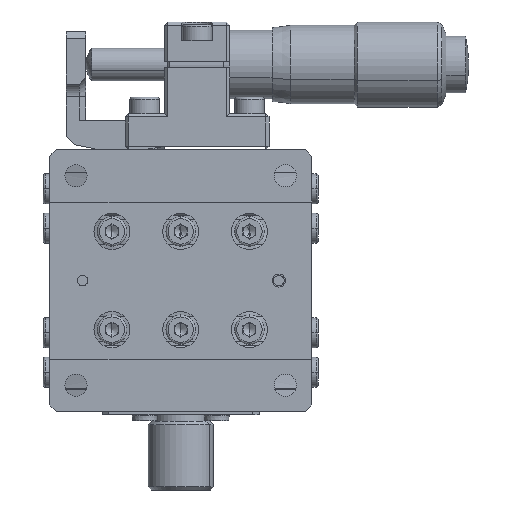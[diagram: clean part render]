
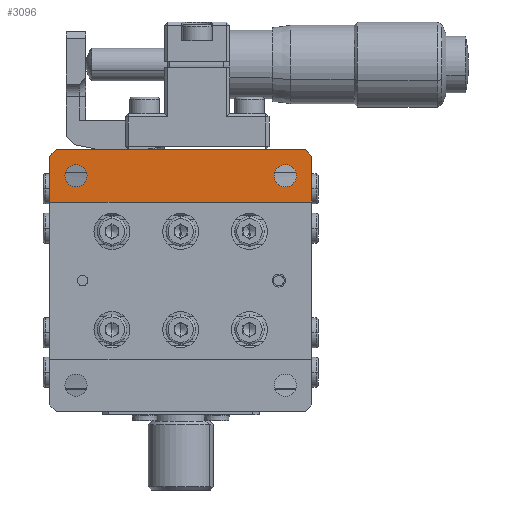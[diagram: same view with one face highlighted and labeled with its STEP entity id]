
A CAD part, front view. The second image highlights one B-rep face of the part: STEP entity #3096.
In plain terms, the highlighted planar face has unit normal (0, -1, 0).
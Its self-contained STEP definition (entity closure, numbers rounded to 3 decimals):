
#217 = LINE ( 'NONE', #12123, #26730 ) ;
#247 = LINE ( 'NONE', #1304, #7727 ) ;
#927 = CARTESIAN_POINT ( 'NONE',  ( 16., 0., 17.7 ) ) ;
#1223 = CARTESIAN_POINT ( 'NONE',  ( -20., 0., -20. ) ) ;
#1291 = EDGE_CURVE ( 'NONE', #11964, #25706, #7036, .T. ) ;
#1304 = CARTESIAN_POINT ( 'NONE',  ( 20., 0., -20. ) ) ;
#1386 = EDGE_CURVE ( 'NONE', #17300, #18671, #217, .T. ) ;
#1594 = DIRECTION ( 'NONE',  ( -1., 0., 0. ) ) ;
#1833 = DIRECTION ( 'NONE',  ( 0., 0., 1. ) ) ;
#2213 = CARTESIAN_POINT ( 'NONE',  ( -16., 0., 16. ) ) ;
#2281 = AXIS2_PLACEMENT_3D ( 'NONE', #2213, #16676, #18744 ) ;
#2464 = DIRECTION ( 'NONE',  ( 0., 0., 1. ) ) ;
#2595 = EDGE_CURVE ( 'NONE', #25405, #18671, #19242, .T. ) ;
#3053 = ORIENTED_EDGE ( 'NONE', *, *, #20247, .F. ) ;
#3096 = ADVANCED_FACE ( 'NONE', ( #13723, #20188, #14694 ), #17562, .F. ) ;
#3217 = CARTESIAN_POINT ( 'NONE',  ( -20., 0., 12. ) ) ;
#3435 = CARTESIAN_POINT ( 'NONE',  ( 0., 0., 0. ) ) ;
#3785 = ORIENTED_EDGE ( 'NONE', *, *, #10226, .F. ) ;
#4474 = CIRCLE ( 'NONE', #4538, 1.7 ) ;
#4538 = AXIS2_PLACEMENT_3D ( 'NONE', #19002, #6743, #16764 ) ;
#4748 = CARTESIAN_POINT ( 'NONE',  ( -16., 0., 14.3 ) ) ;
#4941 = EDGE_CURVE ( 'NONE', #23065, #17824, #11737, .T. ) ;
#5151 = CIRCLE ( 'NONE', #2281, 1.7 ) ;
#5190 = CARTESIAN_POINT ( 'NONE',  ( -20., 0., 12. ) ) ;
#6642 = CARTESIAN_POINT ( 'NONE',  ( -16., 0., 16. ) ) ;
#6727 = DIRECTION ( 'NONE',  ( -0.707, 0., 0.707 ) ) ;
#6743 = DIRECTION ( 'NONE',  ( 0., 1., 0. ) ) ;
#7036 = LINE ( 'NONE', #18726, #19296 ) ;
#7727 = VECTOR ( 'NONE', #15679, 1000. ) ;
#8740 = CARTESIAN_POINT ( 'NONE',  ( 16., 0., 14.3 ) ) ;
#8859 = EDGE_CURVE ( 'NONE', #17824, #23065, #4474, .T. ) ;
#8918 = EDGE_CURVE ( 'NONE', #10632, #20174, #5151, .T. ) ;
#9041 = EDGE_CURVE ( 'NONE', #11964, #12819, #247, .T. ) ;
#10090 = ORIENTED_EDGE ( 'NONE', *, *, #4941, .T. ) ;
#10226 = EDGE_CURVE ( 'NONE', #12819, #25405, #15414, .T. ) ;
#10632 = VERTEX_POINT ( 'NONE', #4748 ) ;
#11379 = DIRECTION ( 'NONE',  ( 1., 0., 0. ) ) ;
#11737 = CIRCLE ( 'NONE', #16440, 1.7 ) ;
#11964 = VERTEX_POINT ( 'NONE', #15849 ) ;
#12123 = CARTESIAN_POINT ( 'NONE',  ( -19., 0., 20. ) ) ;
#12315 = LINE ( 'NONE', #25362, #12655 ) ;
#12655 = VECTOR ( 'NONE', #11379, 1000. ) ;
#12688 = EDGE_LOOP ( 'NONE', ( #25622, #17083 ) ) ;
#12819 = VERTEX_POINT ( 'NONE', #14626 ) ;
#13056 = EDGE_LOOP ( 'NONE', ( #19410, #23179, #3053, #15967, #22363, #3785 ) ) ;
#13394 = CIRCLE ( 'NONE', #16471, 1.7 ) ;
#13723 = FACE_BOUND ( 'NONE', #12688, .T. ) ;
#14222 = DIRECTION ( 'NONE',  ( 0., 1., 0. ) ) ;
#14626 = CARTESIAN_POINT ( 'NONE',  ( 20., 0., 12. ) ) ;
#14694 = FACE_OUTER_BOUND ( 'NONE', #13056, .T. ) ;
#15016 = CARTESIAN_POINT ( 'NONE',  ( -19., 0., 20. ) ) ;
#15414 = LINE ( 'NONE', #3217, #19243 ) ;
#15421 = DIRECTION ( 'NONE',  ( 0., 0., 1. ) ) ;
#15679 = DIRECTION ( 'NONE',  ( 0., 0., -1. ) ) ;
#15849 = CARTESIAN_POINT ( 'NONE',  ( 20., 0., 19. ) ) ;
#15967 = ORIENTED_EDGE ( 'NONE', *, *, #1386, .T. ) ;
#16017 = DIRECTION ( 'NONE',  ( -0.707, 0., -0.707 ) ) ;
#16440 = AXIS2_PLACEMENT_3D ( 'NONE', #20428, #14222, #1833 ) ;
#16471 = AXIS2_PLACEMENT_3D ( 'NONE', #6642, #16841, #2464 ) ;
#16676 = DIRECTION ( 'NONE',  ( 0., 1., 0. ) ) ;
#16764 = DIRECTION ( 'NONE',  ( 0., 0., 1. ) ) ;
#16841 = DIRECTION ( 'NONE',  ( 0., 1., 0. ) ) ;
#17060 = CARTESIAN_POINT ( 'NONE',  ( -16., 0., 17.7 ) ) ;
#17083 = ORIENTED_EDGE ( 'NONE', *, *, #8918, .T. ) ;
#17300 = VERTEX_POINT ( 'NONE', #15016 ) ;
#17394 = EDGE_LOOP ( 'NONE', ( #10090, #18225 ) ) ;
#17562 = PLANE ( 'NONE',  #18512 ) ;
#17824 = VERTEX_POINT ( 'NONE', #8740 ) ;
#17906 = DIRECTION ( 'NONE',  ( 0., 0., 1. ) ) ;
#18225 = ORIENTED_EDGE ( 'NONE', *, *, #8859, .T. ) ;
#18512 = AXIS2_PLACEMENT_3D ( 'NONE', #3435, #19619, #17906 ) ;
#18671 = VERTEX_POINT ( 'NONE', #25095 ) ;
#18726 = CARTESIAN_POINT ( 'NONE',  ( 20., 0., 19. ) ) ;
#18744 = DIRECTION ( 'NONE',  ( 0., 0., 1. ) ) ;
#19002 = CARTESIAN_POINT ( 'NONE',  ( 16., 0., 16. ) ) ;
#19135 = CARTESIAN_POINT ( 'NONE',  ( 19., 0., 20. ) ) ;
#19242 = LINE ( 'NONE', #1223, #21498 ) ;
#19243 = VECTOR ( 'NONE', #1594, 1000. ) ;
#19296 = VECTOR ( 'NONE', #6727, 1000. ) ;
#19410 = ORIENTED_EDGE ( 'NONE', *, *, #9041, .F. ) ;
#19619 = DIRECTION ( 'NONE',  ( 0., 1., 0. ) ) ;
#20174 = VERTEX_POINT ( 'NONE', #17060 ) ;
#20188 = FACE_BOUND ( 'NONE', #17394, .T. ) ;
#20247 = EDGE_CURVE ( 'NONE', #17300, #25706, #12315, .T. ) ;
#20428 = CARTESIAN_POINT ( 'NONE',  ( 16., 0., 16. ) ) ;
#21498 = VECTOR ( 'NONE', #15421, 1000. ) ;
#22363 = ORIENTED_EDGE ( 'NONE', *, *, #2595, .F. ) ;
#23065 = VERTEX_POINT ( 'NONE', #927 ) ;
#23179 = ORIENTED_EDGE ( 'NONE', *, *, #1291, .T. ) ;
#25095 = CARTESIAN_POINT ( 'NONE',  ( -20., 0., 19. ) ) ;
#25132 = EDGE_CURVE ( 'NONE', #20174, #10632, #13394, .T. ) ;
#25362 = CARTESIAN_POINT ( 'NONE',  ( -20., 0., 20. ) ) ;
#25405 = VERTEX_POINT ( 'NONE', #5190 ) ;
#25622 = ORIENTED_EDGE ( 'NONE', *, *, #25132, .T. ) ;
#25706 = VERTEX_POINT ( 'NONE', #19135 ) ;
#26730 = VECTOR ( 'NONE', #16017, 1000. ) ;
